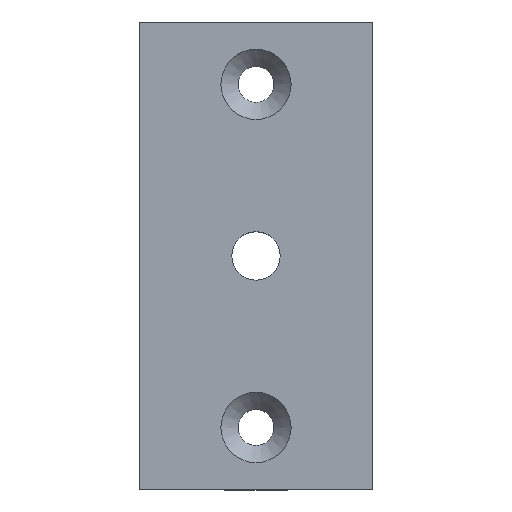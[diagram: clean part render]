
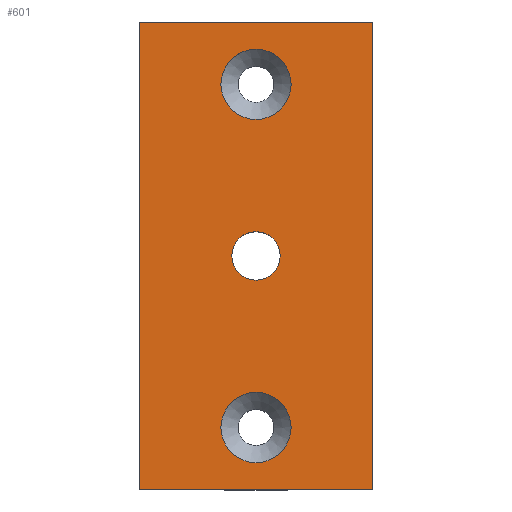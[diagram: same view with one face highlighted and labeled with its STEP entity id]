
A CAD part, top view. The second image highlights one B-rep face of the part: STEP entity #601.
In plain terms, the highlighted planar face has unit normal (0, 0, 1).
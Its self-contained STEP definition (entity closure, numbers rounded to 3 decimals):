
#20=FACE_BOUND('',#108,.T.);
#21=FACE_BOUND('',#109,.T.);
#22=FACE_BOUND('',#110,.T.);
#42=PLANE('',#673);
#73=FACE_OUTER_BOUND('',#107,.T.);
#107=EDGE_LOOP('',(#555,#556,#557,#558));
#108=EDGE_LOOP('',(#559));
#109=EDGE_LOOP('',(#560));
#110=EDGE_LOOP('',(#561));
#169=LINE('',#995,#234);
#171=LINE('',#999,#236);
#173=LINE('',#1003,#238);
#175=LINE('',#1006,#240);
#234=VECTOR('',#824,10.);
#236=VECTOR('',#828,10.);
#238=VECTOR('',#832,10.);
#240=VECTOR('',#836,10.);
#252=CIRCLE('',#654,3.1);
#253=CIRCLE('',#656,4.5);
#256=CIRCLE('',#662,4.5);
#300=VERTEX_POINT('',#956);
#301=VERTEX_POINT('',#960);
#304=VERTEX_POINT('',#972);
#309=VERTEX_POINT('',#992);
#310=VERTEX_POINT('',#994);
#311=VERTEX_POINT('',#998);
#312=VERTEX_POINT('',#1002);
#371=EDGE_CURVE('',#300,#300,#252,.T.);
#372=EDGE_CURVE('',#301,#301,#253,.T.);
#378=EDGE_CURVE('',#304,#304,#256,.T.);
#389=EDGE_CURVE('',#310,#309,#169,.T.);
#391=EDGE_CURVE('',#311,#310,#171,.T.);
#393=EDGE_CURVE('',#312,#311,#173,.T.);
#395=EDGE_CURVE('',#309,#312,#175,.T.);
#555=ORIENTED_EDGE('',*,*,#395,.T.);
#556=ORIENTED_EDGE('',*,*,#393,.T.);
#557=ORIENTED_EDGE('',*,*,#391,.T.);
#558=ORIENTED_EDGE('',*,*,#389,.T.);
#559=ORIENTED_EDGE('',*,*,#371,.T.);
#560=ORIENTED_EDGE('',*,*,#372,.T.);
#561=ORIENTED_EDGE('',*,*,#378,.T.);
#601=ADVANCED_FACE('',(#73,#20,#21,#22),#42,.T.);
#654=AXIS2_PLACEMENT_3D('',#958,#781,#782);
#656=AXIS2_PLACEMENT_3D('',#961,#785,#786);
#662=AXIS2_PLACEMENT_3D('',#973,#800,#801);
#673=AXIS2_PLACEMENT_3D('',#1007,#837,#838);
#781=DIRECTION('center_axis',(0.,0.,-1.));
#782=DIRECTION('ref_axis',(-1.,0.,0.));
#785=DIRECTION('center_axis',(0.,0.,-1.));
#786=DIRECTION('ref_axis',(1.,0.,0.));
#800=DIRECTION('center_axis',(0.,0.,-1.));
#801=DIRECTION('ref_axis',(1.,0.,0.));
#824=DIRECTION('',(0.,-1.,0.));
#828=DIRECTION('',(-1.,0.,0.));
#832=DIRECTION('',(0.,1.,0.));
#836=DIRECTION('',(1.,0.,0.));
#837=DIRECTION('center_axis',(0.,0.,1.));
#838=DIRECTION('ref_axis',(1.,0.,0.));
#956=CARTESIAN_POINT('',(3.1,0.,9.));
#958=CARTESIAN_POINT('Origin',(0.,0.,9.));
#960=CARTESIAN_POINT('',(-4.5,22.,9.));
#961=CARTESIAN_POINT('Origin',(0.,22.,9.));
#972=CARTESIAN_POINT('',(-4.5,-22.,9.));
#973=CARTESIAN_POINT('Origin',(0.,-22.,9.));
#992=CARTESIAN_POINT('',(-15.,-30.,9.));
#994=CARTESIAN_POINT('',(-15.,30.,9.));
#995=CARTESIAN_POINT('',(-15.,30.,9.));
#998=CARTESIAN_POINT('',(15.,30.,9.));
#999=CARTESIAN_POINT('',(15.,30.,9.));
#1002=CARTESIAN_POINT('',(15.,-30.,9.));
#1003=CARTESIAN_POINT('',(15.,-30.,9.));
#1006=CARTESIAN_POINT('',(-15.,-30.,9.));
#1007=CARTESIAN_POINT('Origin',(0.,0.,9.));
